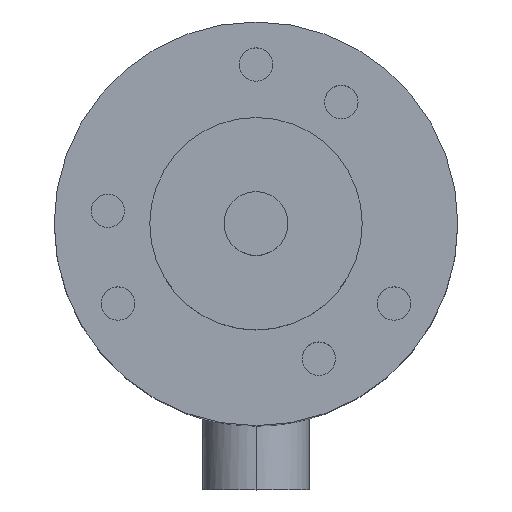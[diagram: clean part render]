
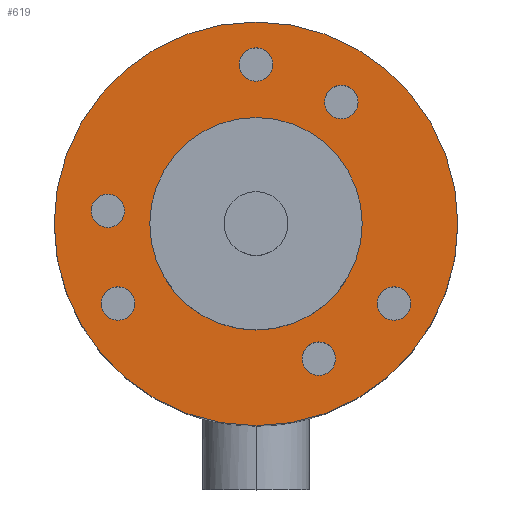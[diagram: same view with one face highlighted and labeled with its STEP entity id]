
A CAD part, top view. The second image highlights one B-rep face of the part: STEP entity #619.
In plain terms, the highlighted planar face has unit normal (0, 0, 1).
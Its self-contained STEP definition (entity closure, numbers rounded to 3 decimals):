
#1 = VERTEX_POINT ( 'NONE', #926 ) ;
#3 = FACE_BOUND ( 'NONE', #542, .T. ) ;
#7 = VERTEX_POINT ( 'NONE', #184 ) ;
#23 = DIRECTION ( 'NONE',  ( 1., 0., 0. ) ) ;
#30 = DIRECTION ( 'NONE',  ( 1., 0., 0. ) ) ;
#31 = EDGE_CURVE ( 'NONE', #685, #896, #852, .T. ) ;
#48 = CIRCLE ( 'NONE', #755, 1.575 ) ;
#56 = ORIENTED_EDGE ( 'NONE', *, *, #753, .F. ) ;
#58 = EDGE_CURVE ( 'NONE', #220, #811, #686, .T. ) ;
#69 = VERTEX_POINT ( 'NONE', #857 ) ;
#84 = CARTESIAN_POINT ( 'NONE',  ( -1.575, 15., 0. ) ) ;
#86 = CIRCLE ( 'NONE', #207, 1.575 ) ;
#87 = CARTESIAN_POINT ( 'NONE',  ( -12.99, -7.5, 0. ) ) ;
#92 = CARTESIAN_POINT ( 'NONE',  ( 11.415, -7.5, 0. ) ) ;
#96 = AXIS2_PLACEMENT_3D ( 'NONE', #331, #713, #30 ) ;
#97 = ORIENTED_EDGE ( 'NONE', *, *, #217, .F. ) ;
#99 = AXIS2_PLACEMENT_3D ( 'NONE', #799, #670, #303 ) ;
#108 = CARTESIAN_POINT ( 'NONE',  ( -15.522, 1.22, 0. ) ) ;
#135 = DIRECTION ( 'NONE',  ( 1., 0., 0. ) ) ;
#145 = CIRCLE ( 'NONE', #382, 10. ) ;
#178 = DIRECTION ( 'NONE',  ( 0., 0., 1. ) ) ;
#184 = CARTESIAN_POINT ( 'NONE',  ( -14.565, -7.5, 0. ) ) ;
#187 = DIRECTION ( 'NONE',  ( 1., 0., 0. ) ) ;
#189 = EDGE_CURVE ( 'NONE', #1, #564, #791, .T. ) ;
#203 = ORIENTED_EDGE ( 'NONE', *, *, #535, .F. ) ;
#205 = AXIS2_PLACEMENT_3D ( 'NONE', #433, #232, #450 ) ;
#207 = AXIS2_PLACEMENT_3D ( 'NONE', #649, #948, #283 ) ;
#210 = EDGE_CURVE ( 'NONE', #7, #274, #86, .T. ) ;
#212 = DIRECTION ( 'NONE',  ( 0., 0., 1. ) ) ;
#216 = CARTESIAN_POINT ( 'NONE',  ( -12.372, 1.22, 0. ) ) ;
#217 = EDGE_CURVE ( 'NONE', #680, #310, #48, .T. ) ;
#218 = DIRECTION ( 'NONE',  ( 1., 0., 0. ) ) ;
#220 = VERTEX_POINT ( 'NONE', #268 ) ;
#222 = FACE_BOUND ( 'NONE', #868, .T. ) ;
#226 = CIRCLE ( 'NONE', #251, 1.575 ) ;
#227 = DIRECTION ( 'NONE',  ( 0., 0., 1. ) ) ;
#232 = DIRECTION ( 'NONE',  ( 0., 0., 1. ) ) ;
#251 = AXIS2_PLACEMENT_3D ( 'NONE', #704, #545, #257 ) ;
#255 = CARTESIAN_POINT ( 'NONE',  ( 12.99, -7.5, 0. ) ) ;
#257 = DIRECTION ( 'NONE',  ( 1., 0., 0. ) ) ;
#267 = VERTEX_POINT ( 'NONE', #294 ) ;
#268 = CARTESIAN_POINT ( 'NONE',  ( -10., 0., 0. ) ) ;
#274 = VERTEX_POINT ( 'NONE', #662 ) ;
#277 = CARTESIAN_POINT ( 'NONE',  ( -13.947, 1.22, 0. ) ) ;
#283 = DIRECTION ( 'NONE',  ( 1., 0., 0. ) ) ;
#286 = VERTEX_POINT ( 'NONE', #84 ) ;
#288 = DIRECTION ( 'NONE',  ( 0., 0., 1. ) ) ;
#294 = CARTESIAN_POINT ( 'NONE',  ( 9.605, 11.468, 0. ) ) ;
#295 = ORIENTED_EDGE ( 'NONE', *, *, #210, .F. ) ;
#297 = FACE_BOUND ( 'NONE', #384, .T. ) ;
#302 = AXIS2_PLACEMENT_3D ( 'NONE', #953, #288, #441 ) ;
#303 = DIRECTION ( 'NONE',  ( 1., 0., 0. ) ) ;
#304 = EDGE_LOOP ( 'NONE', ( #642, #710 ) ) ;
#310 = VERTEX_POINT ( 'NONE', #92 ) ;
#331 = CARTESIAN_POINT ( 'NONE',  ( 0., 0., 0. ) ) ;
#340 = EDGE_CURVE ( 'NONE', #896, #685, #739, .T. ) ;
#350 = ORIENTED_EDGE ( 'NONE', *, *, #690, .T. ) ;
#358 = FACE_BOUND ( 'NONE', #584, .T. ) ;
#361 = EDGE_CURVE ( 'NONE', #310, #680, #711, .T. ) ;
#362 = ORIENTED_EDGE ( 'NONE', *, *, #879, .T. ) ;
#367 = FACE_OUTER_BOUND ( 'NONE', #705, .T. ) ;
#382 = AXIS2_PLACEMENT_3D ( 'NONE', #850, #401, #187 ) ;
#384 = EDGE_LOOP ( 'NONE', ( #773, #295 ) ) ;
#387 = DIRECTION ( 'NONE',  ( 0., 0., 1. ) ) ;
#395 = AXIS2_PLACEMENT_3D ( 'NONE', #617, #846, #759 ) ;
#400 = CIRCLE ( 'NONE', #741, 1.575 ) ;
#401 = DIRECTION ( 'NONE',  ( 0., 0., 1. ) ) ;
#408 = DIRECTION ( 'NONE',  ( 0., 0., 1. ) ) ;
#412 = CARTESIAN_POINT ( 'NONE',  ( 1.575, 15., 0. ) ) ;
#423 = FACE_BOUND ( 'NONE', #596, .T. ) ;
#424 = EDGE_LOOP ( 'NONE', ( #97, #538 ) ) ;
#433 = CARTESIAN_POINT ( 'NONE',  ( 8.03, 11.468, 0. ) ) ;
#441 = DIRECTION ( 'NONE',  ( 1., 0., 0. ) ) ;
#445 = ORIENTED_EDGE ( 'NONE', *, *, #683, .F. ) ;
#446 = CARTESIAN_POINT ( 'NONE',  ( 0., 15., 0. ) ) ;
#450 = DIRECTION ( 'NONE',  ( 1., 0., 0. ) ) ;
#476 = ORIENTED_EDGE ( 'NONE', *, *, #866, .F. ) ;
#477 = CARTESIAN_POINT ( 'NONE',  ( 0., 0., 0. ) ) ;
#509 = CARTESIAN_POINT ( 'NONE',  ( 0., 0., 0. ) ) ;
#514 = VERTEX_POINT ( 'NONE', #412 ) ;
#515 = CARTESIAN_POINT ( 'NONE',  ( 0., 0., 0. ) ) ;
#524 = AXIS2_PLACEMENT_3D ( 'NONE', #277, #623, #135 ) ;
#535 = EDGE_CURVE ( 'NONE', #811, #220, #145, .T. ) ;
#538 = ORIENTED_EDGE ( 'NONE', *, *, #361, .F. ) ;
#540 = DIRECTION ( 'NONE',  ( 0., 0., 1. ) ) ;
#542 = EDGE_LOOP ( 'NONE', ( #476, #699 ) ) ;
#545 = DIRECTION ( 'NONE',  ( 0., 0., 1. ) ) ;
#553 = AXIS2_PLACEMENT_3D ( 'NONE', #715, #212, #218 ) ;
#564 = VERTEX_POINT ( 'NONE', #777 ) ;
#567 = AXIS2_PLACEMENT_3D ( 'NONE', #509, #732, #806 ) ;
#572 = VERTEX_POINT ( 'NONE', #637 ) ;
#577 = DIRECTION ( 'NONE',  ( 1., 0., 0. ) ) ;
#584 = EDGE_LOOP ( 'NONE', ( #899, #203 ) ) ;
#590 = CARTESIAN_POINT ( 'NONE',  ( 14.565, -7.5, 0. ) ) ;
#595 = DIRECTION ( 'NONE',  ( 1., 0., 0. ) ) ;
#596 = EDGE_LOOP ( 'NONE', ( #445, #56 ) ) ;
#617 = CARTESIAN_POINT ( 'NONE',  ( -13.947, 1.22, 0. ) ) ;
#619 = ADVANCED_FACE ( 'NONE', ( #423, #645, #947, #297, #3, #222, #358, #367 ), #891, .T. ) ;
#623 = DIRECTION ( 'NONE',  ( 0., 0., 1. ) ) ;
#637 = CARTESIAN_POINT ( 'NONE',  ( 6.455, 11.468, 0. ) ) ;
#642 = ORIENTED_EDGE ( 'NONE', *, *, #31, .F. ) ;
#645 = FACE_BOUND ( 'NONE', #304, .T. ) ;
#648 = EDGE_CURVE ( 'NONE', #564, #1, #793, .T. ) ;
#649 = CARTESIAN_POINT ( 'NONE',  ( -12.99, -7.5, 0. ) ) ;
#661 = DIRECTION ( 'NONE',  ( 1., 0., 0. ) ) ;
#662 = CARTESIAN_POINT ( 'NONE',  ( -11.415, -7.5, 0. ) ) ;
#665 = EDGE_CURVE ( 'NONE', #572, #267, #671, .T. ) ;
#670 = DIRECTION ( 'NONE',  ( 0., 0., 1. ) ) ;
#671 = CIRCLE ( 'NONE', #205, 1.575 ) ;
#674 = AXIS2_PLACEMENT_3D ( 'NONE', #477, #540, #838 ) ;
#680 = VERTEX_POINT ( 'NONE', #590 ) ;
#683 = EDGE_CURVE ( 'NONE', #514, #286, #763, .T. ) ;
#684 = AXIS2_PLACEMENT_3D ( 'NONE', #255, #178, #23 ) ;
#685 = VERTEX_POINT ( 'NONE', #216 ) ;
#686 = CIRCLE ( 'NONE', #96, 10. ) ;
#690 = EDGE_CURVE ( 'NONE', #69, #776, #916, .T. ) ;
#699 = ORIENTED_EDGE ( 'NONE', *, *, #665, .F. ) ;
#704 = CARTESIAN_POINT ( 'NONE',  ( 8.03, 11.468, 0. ) ) ;
#705 = EDGE_LOOP ( 'NONE', ( #362, #350 ) ) ;
#710 = ORIENTED_EDGE ( 'NONE', *, *, #340, .F. ) ;
#711 = CIRCLE ( 'NONE', #684, 1.575 ) ;
#713 = DIRECTION ( 'NONE',  ( 0., 0., 1. ) ) ;
#715 = CARTESIAN_POINT ( 'NONE',  ( 5.917, -12.688, 0. ) ) ;
#718 = CIRCLE ( 'NONE', #99, 1.575 ) ;
#732 = DIRECTION ( 'NONE',  ( 0., 0., 1. ) ) ;
#737 = AXIS2_PLACEMENT_3D ( 'NONE', #515, #818, #750 ) ;
#739 = CIRCLE ( 'NONE', #395, 1.575 ) ;
#741 = AXIS2_PLACEMENT_3D ( 'NONE', #87, #387, #595 ) ;
#750 = DIRECTION ( 'NONE',  ( 1., 0., 0. ) ) ;
#753 = EDGE_CURVE ( 'NONE', #286, #514, #718, .T. ) ;
#755 = AXIS2_PLACEMENT_3D ( 'NONE', #954, #408, #577 ) ;
#759 = DIRECTION ( 'NONE',  ( 1., 0., 0. ) ) ;
#761 = EDGE_CURVE ( 'NONE', #274, #7, #400, .T. ) ;
#763 = CIRCLE ( 'NONE', #889, 1.575 ) ;
#773 = ORIENTED_EDGE ( 'NONE', *, *, #761, .F. ) ;
#776 = VERTEX_POINT ( 'NONE', #822 ) ;
#777 = CARTESIAN_POINT ( 'NONE',  ( 4.342, -12.688, 0. ) ) ;
#791 = CIRCLE ( 'NONE', #553, 1.575 ) ;
#793 = CIRCLE ( 'NONE', #302, 1.575 ) ;
#799 = CARTESIAN_POINT ( 'NONE',  ( 0., 15., 0. ) ) ;
#806 = DIRECTION ( 'NONE',  ( 1., 0., 0. ) ) ;
#811 = VERTEX_POINT ( 'NONE', #843 ) ;
#817 = ORIENTED_EDGE ( 'NONE', *, *, #648, .F. ) ;
#818 = DIRECTION ( 'NONE',  ( 0., 0., 1. ) ) ;
#822 = CARTESIAN_POINT ( 'NONE',  ( 19., 0., 0. ) ) ;
#838 = DIRECTION ( 'NONE',  ( 1., 0., 0. ) ) ;
#843 = CARTESIAN_POINT ( 'NONE',  ( 10., 0., 0. ) ) ;
#846 = DIRECTION ( 'NONE',  ( 0., 0., 1. ) ) ;
#850 = CARTESIAN_POINT ( 'NONE',  ( 0., 0., 0. ) ) ;
#852 = CIRCLE ( 'NONE', #524, 1.575 ) ;
#857 = CARTESIAN_POINT ( 'NONE',  ( -19., 0., 0. ) ) ;
#866 = EDGE_CURVE ( 'NONE', #267, #572, #226, .T. ) ;
#868 = EDGE_LOOP ( 'NONE', ( #910, #817 ) ) ;
#879 = EDGE_CURVE ( 'NONE', #776, #69, #952, .T. ) ;
#889 = AXIS2_PLACEMENT_3D ( 'NONE', #446, #227, #661 ) ;
#891 = PLANE ( 'NONE',  #567 ) ;
#896 = VERTEX_POINT ( 'NONE', #108 ) ;
#899 = ORIENTED_EDGE ( 'NONE', *, *, #58, .F. ) ;
#910 = ORIENTED_EDGE ( 'NONE', *, *, #189, .F. ) ;
#916 = CIRCLE ( 'NONE', #737, 19. ) ;
#926 = CARTESIAN_POINT ( 'NONE',  ( 7.492, -12.688, 0. ) ) ;
#947 = FACE_BOUND ( 'NONE', #424, .T. ) ;
#948 = DIRECTION ( 'NONE',  ( 0., 0., 1. ) ) ;
#952 = CIRCLE ( 'NONE', #674, 19. ) ;
#953 = CARTESIAN_POINT ( 'NONE',  ( 5.917, -12.688, 0. ) ) ;
#954 = CARTESIAN_POINT ( 'NONE',  ( 12.99, -7.5, 0. ) ) ;
